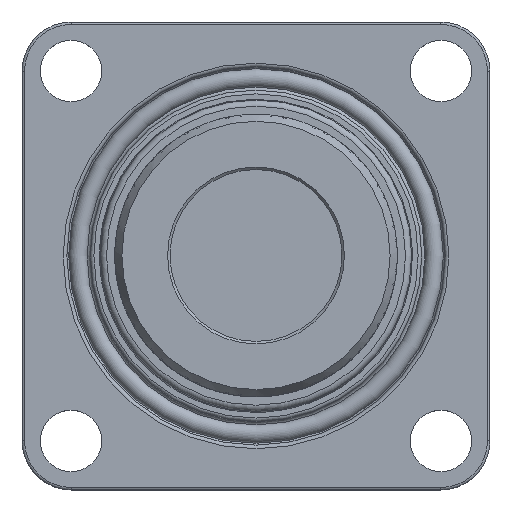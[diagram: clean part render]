
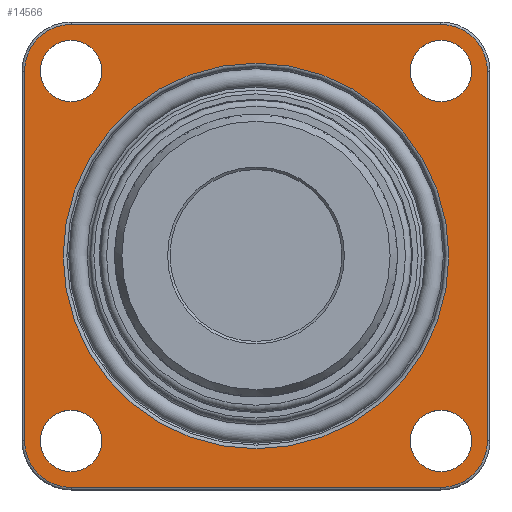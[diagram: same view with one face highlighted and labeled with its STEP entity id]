
A CAD part, top view. The second image highlights one B-rep face of the part: STEP entity #14566.
In plain terms, the highlighted planar face has unit normal (0, 0, 1).
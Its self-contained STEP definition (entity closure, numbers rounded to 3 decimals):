
#925=FACE_BOUND('',#3134,.T.);
#926=FACE_BOUND('',#3135,.T.);
#927=FACE_BOUND('',#3136,.T.);
#928=FACE_BOUND('',#3137,.T.);
#929=FACE_BOUND('',#3138,.T.);
#1463=PLANE('',#16441);
#2245=FACE_OUTER_BOUND('',#3133,.T.);
#3133=EDGE_LOOP('',(#12665,#12666,#12667,#12668,#12669,#12670,#12671,#12672));
#3134=EDGE_LOOP('',(#12673));
#3135=EDGE_LOOP('',(#12674));
#3136=EDGE_LOOP('',(#12675));
#3137=EDGE_LOOP('',(#12676));
#3138=EDGE_LOOP('',(#12677));
#3416=CIRCLE('',#16263,2.5);
#3418=CIRCLE('',#16266,2.5);
#3420=CIRCLE('',#16269,2.5);
#3422=CIRCLE('',#16272,2.5);
#3482=CIRCLE('',#16360,15.7);
#3529=CIRCLE('',#16442,3.8);
#3530=CIRCLE('',#16443,3.8);
#3531=CIRCLE('',#16444,3.8);
#3532=CIRCLE('',#16445,3.8);
#4488=LINE('',#26262,#5346);
#4489=LINE('',#26266,#5347);
#4490=LINE('',#26270,#5348);
#4491=LINE('',#26273,#5349);
#5346=VECTOR('',#20982,10.);
#5347=VECTOR('',#20985,10.);
#5348=VECTOR('',#20988,10.);
#5349=VECTOR('',#20991,10.);
#6541=VERTEX_POINT('',#25442);
#6543=VERTEX_POINT('',#25448);
#6545=VERTEX_POINT('',#25454);
#6547=VERTEX_POINT('',#25460);
#6591=VERTEX_POINT('',#25599);
#6639=VERTEX_POINT('',#26258);
#6640=VERTEX_POINT('',#26259);
#6641=VERTEX_POINT('',#26261);
#6642=VERTEX_POINT('',#26263);
#6643=VERTEX_POINT('',#26265);
#6644=VERTEX_POINT('',#26267);
#6645=VERTEX_POINT('',#26269);
#6646=VERTEX_POINT('',#26271);
#8507=EDGE_CURVE('',#6541,#6541,#3416,.T.);
#8510=EDGE_CURVE('',#6543,#6543,#3418,.T.);
#8513=EDGE_CURVE('',#6545,#6545,#3420,.T.);
#8516=EDGE_CURVE('',#6547,#6547,#3422,.T.);
#8582=EDGE_CURVE('',#6591,#6591,#3482,.T.);
#8663=EDGE_CURVE('',#6639,#6640,#3529,.T.);
#8664=EDGE_CURVE('',#6641,#6639,#4488,.T.);
#8665=EDGE_CURVE('',#6642,#6641,#3530,.T.);
#8666=EDGE_CURVE('',#6643,#6642,#4489,.T.);
#8667=EDGE_CURVE('',#6644,#6643,#3531,.T.);
#8668=EDGE_CURVE('',#6645,#6644,#4490,.T.);
#8669=EDGE_CURVE('',#6646,#6645,#3532,.T.);
#8670=EDGE_CURVE('',#6640,#6646,#4491,.T.);
#12665=ORIENTED_EDGE('',*,*,#8663,.F.);
#12666=ORIENTED_EDGE('',*,*,#8664,.F.);
#12667=ORIENTED_EDGE('',*,*,#8665,.F.);
#12668=ORIENTED_EDGE('',*,*,#8666,.F.);
#12669=ORIENTED_EDGE('',*,*,#8667,.F.);
#12670=ORIENTED_EDGE('',*,*,#8668,.F.);
#12671=ORIENTED_EDGE('',*,*,#8669,.F.);
#12672=ORIENTED_EDGE('',*,*,#8670,.F.);
#12673=ORIENTED_EDGE('',*,*,#8582,.F.);
#12674=ORIENTED_EDGE('',*,*,#8507,.T.);
#12675=ORIENTED_EDGE('',*,*,#8510,.T.);
#12676=ORIENTED_EDGE('',*,*,#8513,.T.);
#12677=ORIENTED_EDGE('',*,*,#8516,.T.);
#14566=ADVANCED_FACE('',(#2245,#925,#926,#927,#928,#929),#1463,.F.);
#16263=AXIS2_PLACEMENT_3D('',#25444,#20589,#20590);
#16266=AXIS2_PLACEMENT_3D('',#25450,#20596,#20597);
#16269=AXIS2_PLACEMENT_3D('',#25456,#20603,#20604);
#16272=AXIS2_PLACEMENT_3D('',#25462,#20610,#20611);
#16360=AXIS2_PLACEMENT_3D('',#25600,#20792,#20793);
#16441=AXIS2_PLACEMENT_3D('',#26257,#20978,#20979);
#16442=AXIS2_PLACEMENT_3D('',#26260,#20980,#20981);
#16443=AXIS2_PLACEMENT_3D('',#26264,#20983,#20984);
#16444=AXIS2_PLACEMENT_3D('',#26268,#20986,#20987);
#16445=AXIS2_PLACEMENT_3D('',#26272,#20989,#20990);
#20589=DIRECTION('center_axis',(0.,0.,
-1.));
#20590=DIRECTION('ref_axis',(1.,0.,0.));
#20596=DIRECTION('center_axis',(0.,0.,
-1.));
#20597=DIRECTION('ref_axis',(1.,0.,0.));
#20603=DIRECTION('center_axis',(0.,0.,
-1.));
#20604=DIRECTION('ref_axis',(1.,0.,0.));
#20610=DIRECTION('center_axis',(0.,0.,
-1.));
#20611=DIRECTION('ref_axis',(1.,0.,0.));
#20792=DIRECTION('center_axis',(0.,0.,
1.));
#20793=DIRECTION('ref_axis',(1.,0.,0.));
#20978=DIRECTION('center_axis',(0.,0.,
-1.));
#20979=DIRECTION('ref_axis',(1.,0.,0.));
#20980=DIRECTION('center_axis',(0.,0.,
-1.));
#20981=DIRECTION('ref_axis',(-0.707,-0.707,0.));
#20982=DIRECTION('',(-1.,0.,0.));
#20983=DIRECTION('center_axis',(0.,0.,
-1.));
#20984=DIRECTION('ref_axis',(0.707,-0.707,0.));
#20985=DIRECTION('',(0.,-1.,0.));
#20986=DIRECTION('center_axis',(0.,0.,
-1.));
#20987=DIRECTION('ref_axis',(0.707,0.707,0.));
#20988=DIRECTION('',(1.,0.,0.));
#20989=DIRECTION('center_axis',(0.,0.,
-1.));
#20990=DIRECTION('ref_axis',(-0.707,0.707,0.));
#20991=DIRECTION('',(0.,1.,0.));
#25442=CARTESIAN_POINT('',(-17.56,15.06,1.5));
#25444=CARTESIAN_POINT('Origin',(-15.06,15.06,1.5));
#25448=CARTESIAN_POINT('',(12.56,-15.06,1.5));
#25450=CARTESIAN_POINT('Origin',(15.06,-15.06,1.5));
#25454=CARTESIAN_POINT('',(-17.56,-15.06,1.5));
#25456=CARTESIAN_POINT('Origin',(-15.06,-15.06,1.5));
#25460=CARTESIAN_POINT('',(12.56,15.06,1.5));
#25462=CARTESIAN_POINT('Origin',(15.06,15.06,1.5));
#25599=CARTESIAN_POINT('',(-15.7,0.,1.5));
#25600=CARTESIAN_POINT('Origin',(0.,0.,
1.5));
#26257=CARTESIAN_POINT('Origin',(0.,0.,
1.5));
#26258=CARTESIAN_POINT('',(-15.05,-18.85,1.5));
#26259=CARTESIAN_POINT('',(-18.85,-15.05,1.5));
#26260=CARTESIAN_POINT('Origin',(-15.05,-15.05,1.5));
#26261=CARTESIAN_POINT('',(15.05,-18.85,1.5));
#26262=CARTESIAN_POINT('',(9.525,-18.85,1.5));
#26263=CARTESIAN_POINT('',(18.85,-15.05,1.5));
#26264=CARTESIAN_POINT('Origin',(15.05,-15.05,1.5));
#26265=CARTESIAN_POINT('',(18.85,15.05,1.5));
#26266=CARTESIAN_POINT('',(18.85,9.525,1.5));
#26267=CARTESIAN_POINT('',(15.05,18.85,1.5));
#26268=CARTESIAN_POINT('Origin',(15.05,15.05,1.5));
#26269=CARTESIAN_POINT('',(-15.05,18.85,1.5));
#26270=CARTESIAN_POINT('',(-9.525,18.85,1.5));
#26271=CARTESIAN_POINT('',(-18.85,15.05,1.5));
#26272=CARTESIAN_POINT('Origin',(-15.05,15.05,1.5));
#26273=CARTESIAN_POINT('',(-18.85,-9.525,1.5));
